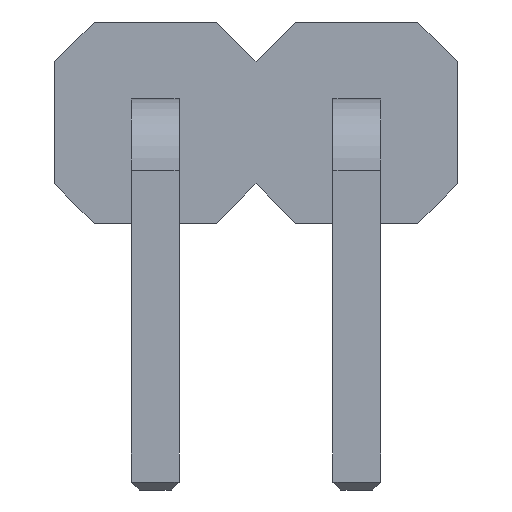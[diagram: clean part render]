
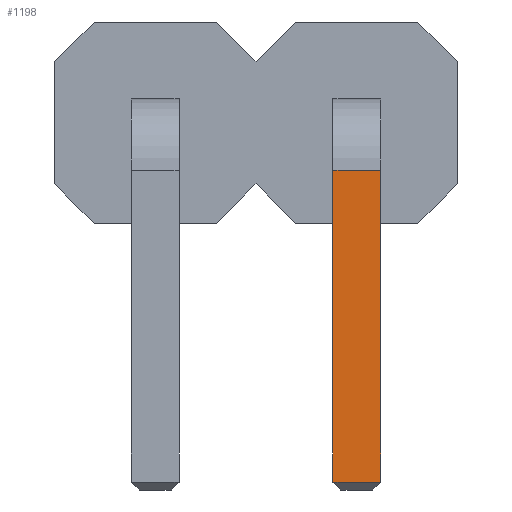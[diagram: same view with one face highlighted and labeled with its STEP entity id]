
A CAD part, left-side view. The second image highlights one B-rep face of the part: STEP entity #1198.
In plain terms, the highlighted planar face has unit normal (-1, 0, 0).
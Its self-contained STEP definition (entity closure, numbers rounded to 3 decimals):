
#109 = CARTESIAN_POINT ( 'NONE',  ( -1.86, 0.3, -3.36 ) ) ;
#173 = VECTOR ( 'NONE', #1514, 1000. ) ;
#177 = VERTEX_POINT ( 'NONE', #682 ) ;
#249 = EDGE_CURVE ( 'NONE', #1050, #1454, #1262, .T. ) ;
#288 = DIRECTION ( 'NONE',  ( 0., 0., -1. ) ) ;
#317 = PLANE ( 'NONE',  #375 ) ;
#375 = AXIS2_PLACEMENT_3D ( 'NONE', #109, #495, #288 ) ;
#474 = ORIENTED_EDGE ( 'NONE', *, *, #2525, .F. ) ;
#495 = DIRECTION ( 'NONE',  ( 1., 0., 0. ) ) ;
#596 = VECTOR ( 'NONE', #1313, 1000. ) ;
#597 = CARTESIAN_POINT ( 'NONE',  ( -1.86, -0.3, -3.26 ) ) ;
#614 = EDGE_CURVE ( 'NONE', #1050, #1755, #1393, .T. ) ;
#682 = CARTESIAN_POINT ( 'NONE',  ( -1.86, -0.3, 0.67 ) ) ;
#687 = EDGE_CURVE ( 'NONE', #1454, #177, #1043, .T. ) ;
#762 = ORIENTED_EDGE ( 'NONE', *, *, #687, .T. ) ;
#917 = EDGE_LOOP ( 'NONE', ( #2616, #1846, #762, #474 ) ) ;
#933 = LINE ( 'NONE', #2370, #2561 ) ;
#1043 = LINE ( 'NONE', #2149, #596 ) ;
#1050 = VERTEX_POINT ( 'NONE', #2311 ) ;
#1198 = ADVANCED_FACE ( 'NONE', ( #2587 ), #317, .F. ) ;
#1262 = LINE ( 'NONE', #2608, #173 ) ;
#1313 = DIRECTION ( 'NONE',  ( 0., 0., 1. ) ) ;
#1393 = LINE ( 'NONE', #1483, #2537 ) ;
#1454 = VERTEX_POINT ( 'NONE', #597 ) ;
#1483 = CARTESIAN_POINT ( 'NONE',  ( -1.86, 0.3, -3.36 ) ) ;
#1514 = DIRECTION ( 'NONE',  ( 0., -1., 0. ) ) ;
#1704 = CARTESIAN_POINT ( 'NONE',  ( -1.86, 0.3, 0.67 ) ) ;
#1755 = VERTEX_POINT ( 'NONE', #1704 ) ;
#1846 = ORIENTED_EDGE ( 'NONE', *, *, #249, .T. ) ;
#2149 = CARTESIAN_POINT ( 'NONE',  ( -1.86, -0.3, -3.36 ) ) ;
#2311 = CARTESIAN_POINT ( 'NONE',  ( -1.86, 0.3, -3.26 ) ) ;
#2330 = DIRECTION ( 'NONE',  ( 0., -1., 0. ) ) ;
#2370 = CARTESIAN_POINT ( 'NONE',  ( -1.86, 0.3, 0.67 ) ) ;
#2525 = EDGE_CURVE ( 'NONE', #1755, #177, #933, .T. ) ;
#2535 = DIRECTION ( 'NONE',  ( 0., 0., 1. ) ) ;
#2537 = VECTOR ( 'NONE', #2535, 1000. ) ;
#2561 = VECTOR ( 'NONE', #2330, 1000. ) ;
#2587 = FACE_OUTER_BOUND ( 'NONE', #917, .T. ) ;
#2608 = CARTESIAN_POINT ( 'NONE',  ( -1.86, 0.3, -3.26 ) ) ;
#2616 = ORIENTED_EDGE ( 'NONE', *, *, #614, .F. ) ;
